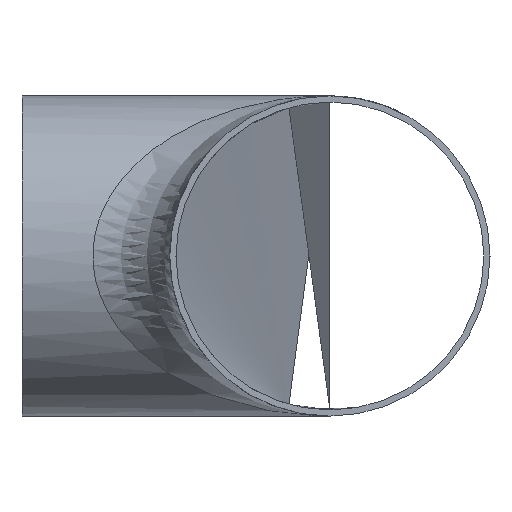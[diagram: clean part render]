
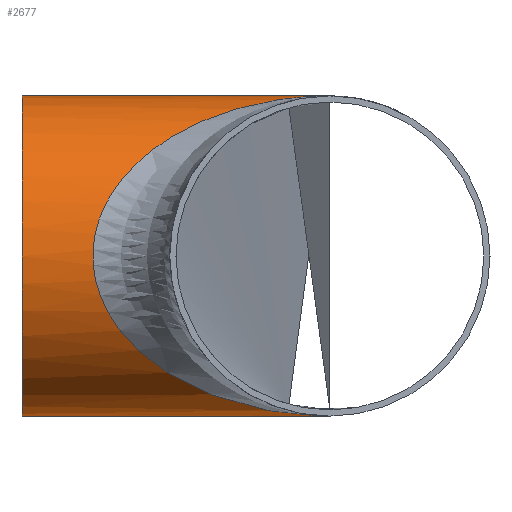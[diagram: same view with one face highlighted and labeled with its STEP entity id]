
A CAD part, left-side view. The second image highlights one B-rep face of the part: STEP entity #2677.
In plain terms, the highlighted cylindrical face has radius 52 mm (diameter 104 mm), a full revolution.
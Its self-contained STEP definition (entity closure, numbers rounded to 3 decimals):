
#805 = ORIENTED_EDGE ( 'NONE', *, *, #14628, .T. ) ;
#2307 = CARTESIAN_POINT ( 'NONE',  ( 0., 0., -52. ) ) ;
#2677 = ADVANCED_FACE ( 'NONE', ( #4235, #17607 ), #15658, .T. ) ;
#2700 = VERTEX_POINT ( 'NONE', #11205 ) ;
#2794 = CIRCLE ( 'NONE', #8020, 52. ) ;
#3359 = DIRECTION ( 'NONE',  ( 0., -1., 0. ) ) ;
#4224 = VERTEX_POINT ( 'NONE', #15647 ) ;
#4235 = FACE_OUTER_BOUND ( 'NONE', #17575, .T. ) ;
#4788 = EDGE_LOOP ( 'NONE', ( #805, #11468 ) ) ;
#5152 =( BOUNDED_CURVE ( )  B_SPLINE_CURVE ( 3, ( #10861, #8063, #10604, #2307 ),
 .UNSPECIFIED., .F., .F. ) 
 B_SPLINE_CURVE_WITH_KNOTS ( ( 4, 4 ),
 ( 1.571, 4.712 ),
 .UNSPECIFIED. ) 
 CURVE ( )  GEOMETRIC_REPRESENTATION_ITEM ( )  RATIONAL_B_SPLINE_CURVE ( ( 1., 0.333, 0.333, 1. ) ) 
 REPRESENTATION_ITEM ( '' )  );
#5341 = CARTESIAN_POINT ( 'NONE',  ( 0., 0., 0. ) ) ;
#5577 =( BOUNDED_CURVE ( )  B_SPLINE_CURVE ( 3, ( #13160, #15991, #17359, #10497 ),
 .UNSPECIFIED., .F., .T. ) 
 B_SPLINE_CURVE_WITH_KNOTS ( ( 4, 4 ),
 ( 1.571, 4.712 ),
 .UNSPECIFIED. ) 
 CURVE ( )  GEOMETRIC_REPRESENTATION_ITEM ( )  RATIONAL_B_SPLINE_CURVE ( ( 1., 0.333, 0.333, 1. ) ) 
 REPRESENTATION_ITEM ( '' )  );
#6266 = CARTESIAN_POINT ( 'NONE',  ( 0., 100., 0. ) ) ;
#7619 = AXIS2_PLACEMENT_3D ( 'NONE', #5341, #9509, #13749 ) ;
#8020 = AXIS2_PLACEMENT_3D ( 'NONE', #6266, #3359, #13056 ) ;
#8063 = CARTESIAN_POINT ( 'NONE',  ( 104., 154., 52. ) ) ;
#9275 = VERTEX_POINT ( 'NONE', #15383 ) ;
#9509 = DIRECTION ( 'NONE',  ( 0., -1., 0. ) ) ;
#10497 = CARTESIAN_POINT ( 'NONE',  ( 0., 0., 52. ) ) ;
#10604 = CARTESIAN_POINT ( 'NONE',  ( 104., 154., -52. ) ) ;
#10861 = CARTESIAN_POINT ( 'NONE',  ( 0., 0., 52. ) ) ;
#11205 = CARTESIAN_POINT ( 'NONE',  ( 0., 0., -52. ) ) ;
#11405 = EDGE_CURVE ( 'NONE', #9275, #9275, #2794, .T. ) ;
#11468 = ORIENTED_EDGE ( 'NONE', *, *, #13106, .T. ) ;
#12184 = ORIENTED_EDGE ( 'NONE', *, *, #11405, .T. ) ;
#13056 = DIRECTION ( 'NONE',  ( 0., 0., -1. ) ) ;
#13106 = EDGE_CURVE ( 'NONE', #4224, #2700, #5152, .T. ) ;
#13160 = CARTESIAN_POINT ( 'NONE',  ( 0., 0., -52. ) ) ;
#13749 = DIRECTION ( 'NONE',  ( 0., 0., -1. ) ) ;
#14628 = EDGE_CURVE ( 'NONE', #2700, #4224, #5577, .T. ) ;
#15383 = CARTESIAN_POINT ( 'NONE',  ( 0., 100., -52. ) ) ;
#15647 = CARTESIAN_POINT ( 'NONE',  ( 0., 0., 52. ) ) ;
#15658 = CYLINDRICAL_SURFACE ( 'NONE', #7619, 52. ) ;
#15991 = CARTESIAN_POINT ( 'NONE',  ( -104., 154., -52. ) ) ;
#17359 = CARTESIAN_POINT ( 'NONE',  ( -104., 154., 52. ) ) ;
#17575 = EDGE_LOOP ( 'NONE', ( #12184 ) ) ;
#17607 = FACE_OUTER_BOUND ( 'NONE', #4788, .T. ) ;
